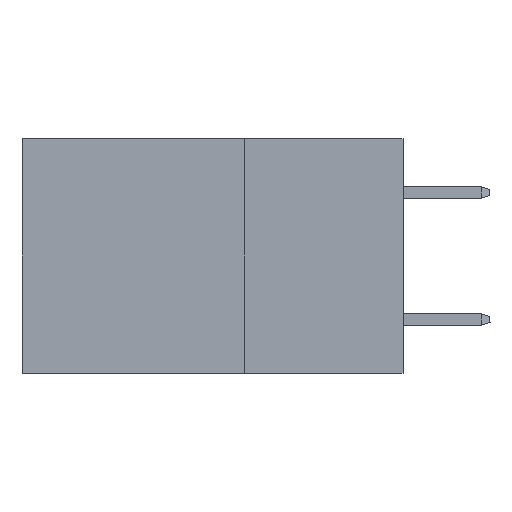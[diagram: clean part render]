
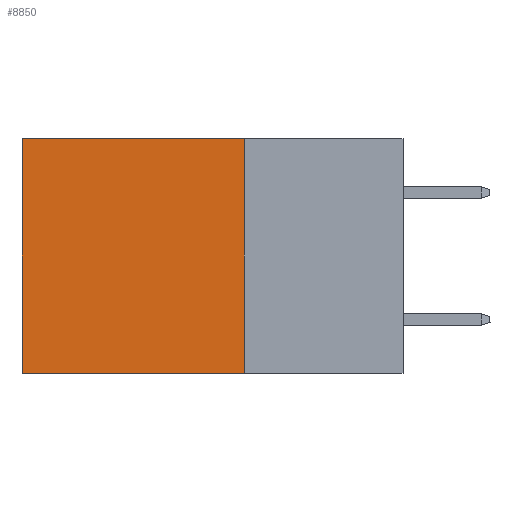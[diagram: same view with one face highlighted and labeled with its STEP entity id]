
A CAD part, left-side view. The second image highlights one B-rep face of the part: STEP entity #8850.
In plain terms, the highlighted planar face has unit normal (-1, 0, 0).
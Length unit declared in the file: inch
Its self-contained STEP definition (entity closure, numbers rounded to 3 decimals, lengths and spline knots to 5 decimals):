
#51 = CARTESIAN_POINT ( 'NONE',  ( 0.2875, 0.25, 0. ) ) ;
#674 = EDGE_CURVE ( 'NONE', #1548, #11323, #4418, .T. ) ;
#1342 = FACE_OUTER_BOUND ( 'NONE', #6088, .T. ) ;
#1548 = VERTEX_POINT ( 'NONE', #8882 ) ;
#1695 = CARTESIAN_POINT ( 'NONE',  ( 0.2875, 0.25, -0.37 ) ) ;
#2041 = CARTESIAN_POINT ( 'NONE',  ( 0.2875, 0.25, 0. ) ) ;
#2544 = DIRECTION ( 'NONE',  ( 1., 0., 0. ) ) ;
#3044 = VERTEX_POINT ( 'NONE', #9333 ) ;
#3275 = EDGE_CURVE ( 'NONE', #1548, #9981, #5217, .T. ) ;
#3440 = CARTESIAN_POINT ( 'NONE',  ( 0.2875, 0.25, 0. ) ) ;
#3487 = PLANE ( 'NONE',  #7773 ) ;
#3718 = VECTOR ( 'NONE', #14657, 39.37008 ) ;
#3960 = ORIENTED_EDGE ( 'NONE', *, *, #674, .T. ) ;
#4418 = LINE ( 'NONE', #3440, #9683 ) ;
#4773 = VECTOR ( 'NONE', #5613, 39.37008 ) ;
#4904 = ORIENTED_EDGE ( 'NONE', *, *, #3275, .F. ) ;
#5217 = LINE ( 'NONE', #2041, #3718 ) ;
#5613 = DIRECTION ( 'NONE',  ( 0., 0., -1. ) ) ;
#6088 = EDGE_LOOP ( 'NONE', ( #9660, #12487, #4904, #3960 ) ) ;
#6220 = DIRECTION ( 'NONE',  ( 0., 1., 0. ) ) ;
#6473 = LINE ( 'NONE', #13417, #4773 ) ;
#6501 = EDGE_CURVE ( 'NONE', #9981, #3044, #11962, .T. ) ;
#7773 = AXIS2_PLACEMENT_3D ( 'NONE', #51, #2544, #14103 ) ;
#8850 = ADVANCED_FACE ( 'NONE', ( #1342 ), #3487, .F. ) ;
#8882 = CARTESIAN_POINT ( 'NONE',  ( 0.2875, 0.25, 0. ) ) ;
#9285 = EDGE_CURVE ( 'NONE', #11323, #3044, #6473, .T. ) ;
#9333 = CARTESIAN_POINT ( 'NONE',  ( 0.2875, 0.6, -0.37 ) ) ;
#9555 = VECTOR ( 'NONE', #6220, 39.37008 ) ;
#9660 = ORIENTED_EDGE ( 'NONE', *, *, #9285, .T. ) ;
#9683 = VECTOR ( 'NONE', #12486, 39.37008 ) ;
#9981 = VERTEX_POINT ( 'NONE', #10885 ) ;
#10885 = CARTESIAN_POINT ( 'NONE',  ( 0.2875, 0.25, -0.37 ) ) ;
#11323 = VERTEX_POINT ( 'NONE', #14064 ) ;
#11962 = LINE ( 'NONE', #1695, #9555 ) ;
#12486 = DIRECTION ( 'NONE',  ( 0., 1., 0. ) ) ;
#12487 = ORIENTED_EDGE ( 'NONE', *, *, #6501, .F. ) ;
#13417 = CARTESIAN_POINT ( 'NONE',  ( 0.2875, 0.6, 0. ) ) ;
#14064 = CARTESIAN_POINT ( 'NONE',  ( 0.2875, 0.6, 0. ) ) ;
#14103 = DIRECTION ( 'NONE',  ( 0., 0., -1. ) ) ;
#14657 = DIRECTION ( 'NONE',  ( 0., 0., -1. ) ) ;
